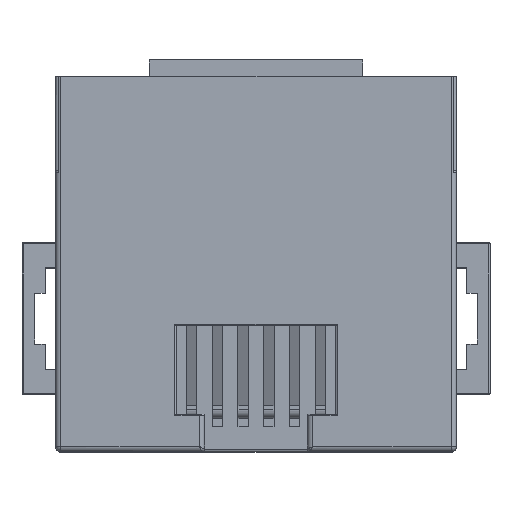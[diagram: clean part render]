
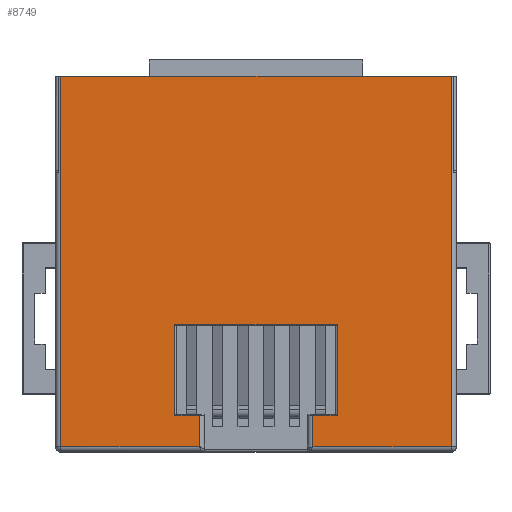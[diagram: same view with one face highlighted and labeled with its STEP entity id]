
A CAD part, top view. The second image highlights one B-rep face of the part: STEP entity #8749.
In plain terms, the highlighted planar face has unit normal (0, 0, 1).
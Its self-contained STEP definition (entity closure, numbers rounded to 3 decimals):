
#506=ORIENTED_EDGE('',*,*,#3127,.T.);
#507=ORIENTED_EDGE('',*,*,#3128,.T.);
#508=ORIENTED_EDGE('',*,*,#3129,.T.);
#509=ORIENTED_EDGE('',*,*,#3130,.T.);
#510=ORIENTED_EDGE('',*,*,#3131,.T.);
#511=ORIENTED_EDGE('',*,*,#3132,.T.);
#512=ORIENTED_EDGE('',*,*,#3133,.T.);
#513=ORIENTED_EDGE('',*,*,#3134,.T.);
#514=ORIENTED_EDGE('',*,*,#3135,.T.);
#515=ORIENTED_EDGE('',*,*,#3104,.T.);
#516=ORIENTED_EDGE('',*,*,#3136,.T.);
#517=ORIENTED_EDGE('',*,*,#3137,.T.);
#3104=EDGE_CURVE('',#4416,#4415,#5242,.T.);
#3127=EDGE_CURVE('',#4437,#4438,#5260,.F.);
#3128=EDGE_CURVE('',#4438,#4439,#5261,.F.);
#3129=EDGE_CURVE('',#4439,#4440,#5262,.F.);
#3130=EDGE_CURVE('',#4440,#4441,#5263,.F.);
#3131=EDGE_CURVE('',#4441,#4442,#5264,.F.);
#3132=EDGE_CURVE('',#4442,#4443,#5265,.F.);
#3133=EDGE_CURVE('',#4443,#4444,#5266,.F.);
#3134=EDGE_CURVE('',#4444,#4445,#5267,.T.);
#3135=EDGE_CURVE('',#4445,#4416,#5268,.T.);
#3136=EDGE_CURVE('',#4415,#4446,#5269,.T.);
#3137=EDGE_CURVE('',#4446,#4437,#5270,.T.);
#4415=VERTEX_POINT('',#12572);
#4416=VERTEX_POINT('',#12574);
#4437=VERTEX_POINT('',#12620);
#4438=VERTEX_POINT('',#12621);
#4439=VERTEX_POINT('',#12623);
#4440=VERTEX_POINT('',#12625);
#4441=VERTEX_POINT('',#12627);
#4442=VERTEX_POINT('',#12629);
#4443=VERTEX_POINT('',#12631);
#4444=VERTEX_POINT('',#12633);
#4445=VERTEX_POINT('',#12635);
#4446=VERTEX_POINT('',#12638);
#5242=LINE('',#12573,#6353);
#5260=LINE('',#12619,#6371);
#5261=LINE('',#12622,#6372);
#5262=LINE('',#12624,#6373);
#5263=LINE('',#12626,#6374);
#5264=LINE('',#12628,#6375);
#5265=LINE('',#12630,#6376);
#5266=LINE('',#12632,#6377);
#5267=LINE('',#12634,#6378);
#5268=LINE('',#12636,#6379);
#5269=LINE('',#12637,#6380);
#5270=LINE('',#12639,#6381);
#6353=VECTOR('',#10042,1000.);
#6371=VECTOR('',#10074,1000.);
#6372=VECTOR('',#10075,1000.);
#6373=VECTOR('',#10076,1000.);
#6374=VECTOR('',#10077,1000.);
#6375=VECTOR('',#10078,1000.);
#6376=VECTOR('',#10079,1000.);
#6377=VECTOR('',#10080,1000.);
#6378=VECTOR('',#10081,1000.);
#6379=VECTOR('',#10082,1000.);
#6380=VECTOR('',#10083,1000.);
#6381=VECTOR('',#10084,1000.);
#7429=EDGE_LOOP('',(#506,#507,#508,#509,#510,#511,#512,#513,#514,#515,#516,
#517));
#7924=FACE_BOUND('',#7429,.T.);
#8415=PLANE('',#9312);
#8749=ADVANCED_FACE('',(#7924),#8415,.T.);
#9312=AXIS2_PLACEMENT_3D('',#12618,#10072,#10073);
#10042=DIRECTION('',(-1.,0.,0.));
#10072=DIRECTION('',(0.,0.,1.));
#10073=DIRECTION('',(1.,0.,0.));
#10074=DIRECTION('',(0.,-1.,0.));
#10075=DIRECTION('',(1.,0.,0.));
#10076=DIRECTION('',(0.,-1.,0.));
#10077=DIRECTION('',(-1.,0.,0.));
#10078=DIRECTION('',(0.,1.,0.));
#10079=DIRECTION('',(1.,0.,0.));
#10080=DIRECTION('',(0.,1.,0.));
#10081=DIRECTION('',(1.,0.,0.));
#10082=DIRECTION('',(0.,1.,0.));
#10083=DIRECTION('',(0.,-1.,0.));
#10084=DIRECTION('',(1.,0.,0.));
#12572=CARTESIAN_POINT('',(-7.7,7.075,5.5));
#12573=CARTESIAN_POINT('',(7.9,7.075,5.5));
#12574=CARTESIAN_POINT('',(7.7,7.075,5.5));
#12618=CARTESIAN_POINT('',(0.,0.,5.5));
#12619=CARTESIAN_POINT('',(-2.23,-6.245,5.5));
#12620=CARTESIAN_POINT('',(-2.23,-7.525,5.5));
#12621=CARTESIAN_POINT('',(-2.23,-6.295,5.5));
#12622=CARTESIAN_POINT('',(-3.15,-6.295,5.5));
#12623=CARTESIAN_POINT('',(-3.2,-6.295,5.5));
#12624=CARTESIAN_POINT('',(-3.2,-2.745,5.5));
#12625=CARTESIAN_POINT('',(-3.2,-2.695,5.5));
#12626=CARTESIAN_POINT('',(3.15,-2.695,5.5));
#12627=CARTESIAN_POINT('',(3.2,-2.695,5.5));
#12628=CARTESIAN_POINT('',(3.2,-6.245,5.5));
#12629=CARTESIAN_POINT('',(3.2,-6.295,5.5));
#12630=CARTESIAN_POINT('',(2.23,-6.295,5.5));
#12631=CARTESIAN_POINT('',(2.23,-6.295,5.5));
#12632=CARTESIAN_POINT('',(2.23,-7.625,5.5));
#12633=CARTESIAN_POINT('',(2.23,-7.525,5.5));
#12634=CARTESIAN_POINT('',(7.9,-7.525,5.5));
#12635=CARTESIAN_POINT('',(7.7,-7.525,5.5));
#12636=CARTESIAN_POINT('',(7.7,3.375,5.5));
#12637=CARTESIAN_POINT('',(-7.7,-7.725,5.5));
#12638=CARTESIAN_POINT('',(-7.7,-7.525,5.5));
#12639=CARTESIAN_POINT('',(-2.13,-7.525,5.5));
